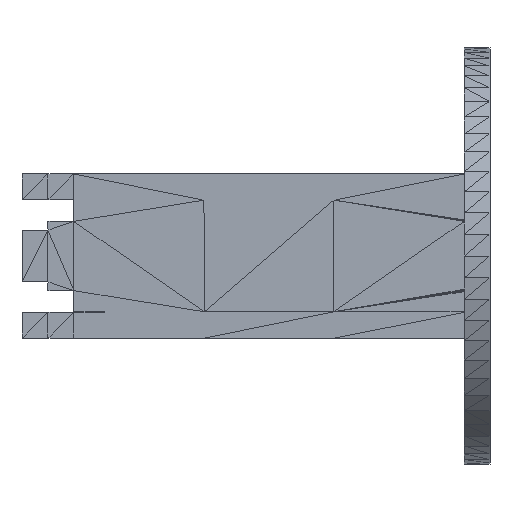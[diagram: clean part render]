
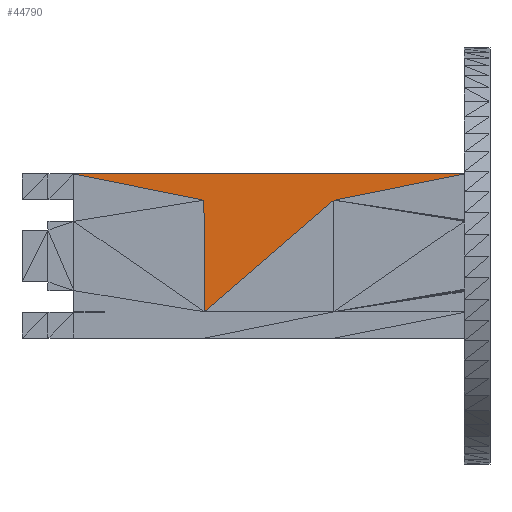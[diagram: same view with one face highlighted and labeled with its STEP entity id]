
A CAD part, front view. The second image highlights one B-rep face of the part: STEP entity #44790.
In plain terms, the highlighted planar face has unit normal (0, -1, 0).
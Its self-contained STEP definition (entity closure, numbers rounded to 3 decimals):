
#420=FACE_OUTER_BOUND('',#4327,.T.);
#4327=EDGE_LOOP('',(#29289,#29290,#29291,#29292,#29293,#29294,#29295,#29296,
#29297));
#8401=LINE('',#68090,#14345);
#8402=LINE('',#68093,#14346);
#8404=LINE('',#68097,#14348);
#8405=LINE('',#68099,#14349);
#8406=LINE('',#68101,#14350);
#8407=LINE('',#68103,#14351);
#8408=LINE('',#68105,#14352);
#8409=LINE('',#68106,#14353);
#14345=VECTOR('',#53831,10.);
#14346=VECTOR('',#53834,10.);
#14348=VECTOR('',#53838,10.);
#14349=VECTOR('',#53839,10.);
#14350=VECTOR('',#53840,10.);
#14351=VECTOR('',#53841,10.);
#14352=VECTOR('',#53842,10.);
#14353=VECTOR('',#53843,10.);
#20374=VERTEX_POINT('',#68085);
#20376=VERTEX_POINT('',#68088);
#20377=VERTEX_POINT('',#68092);
#20378=VERTEX_POINT('',#68096);
#20379=VERTEX_POINT('',#68098);
#20380=VERTEX_POINT('',#68100);
#20381=VERTEX_POINT('',#68102);
#20382=VERTEX_POINT('',#68104);
#22734=EDGE_CURVE('',#20374,#20376,#8401,.T.);
#22735=EDGE_CURVE('',#20374,#20377,#8402,.T.);
#22737=EDGE_CURVE('',#20378,#20377,#8404,.T.);
#22738=EDGE_CURVE('',#20379,#20376,#8405,.T.);
#22739=EDGE_CURVE('',#20379,#20380,#8406,.T.);
#22740=EDGE_CURVE('',#20381,#20380,#8407,.T.);
#22741=EDGE_CURVE('',#20382,#20381,#8408,.T.);
#22742=EDGE_CURVE('',#20378,#20381,#8409,.T.);
#29289=ORIENTED_EDGE('',*,*,#22737,.T.);
#29290=ORIENTED_EDGE('',*,*,#22735,.F.);
#29291=ORIENTED_EDGE('',*,*,#22734,.T.);
#29292=ORIENTED_EDGE('',*,*,#22738,.F.);
#29293=ORIENTED_EDGE('',*,*,#22739,.T.);
#29294=ORIENTED_EDGE('',*,*,#22740,.F.);
#29295=ORIENTED_EDGE('',*,*,#22741,.F.);
#29296=ORIENTED_EDGE('',*,*,#22741,.T.);
#29297=ORIENTED_EDGE('',*,*,#22742,.F.);
#40883=PLANE('',#48955);
#44790=ADVANCED_FACE('',(#420),#40883,.T.);
#48955=AXIS2_PLACEMENT_3D('',#68095,#53836,#53837);
#53831=DIRECTION('',(0.004,0.,-1.));
#53834=DIRECTION('',(-0.98,0.,0.199));
#53836=DIRECTION('center_axis',(0.,-1.,0.));
#53837=DIRECTION('ref_axis',(0.,0.,-1.));
#53838=DIRECTION('',(-1.,0.,0.));
#53839=DIRECTION('',(-0.758,0.,-0.652));
#53840=DIRECTION('',(0.98,0.,0.199));
#53841=DIRECTION('',(1.,0.,0.));
#53842=DIRECTION('',(0.98,0.,0.197));
#53843=DIRECTION('',(1.,0.,0.));
#68085=CARTESIAN_POINT('',(-16.367,-9.5,6.45));
#68088=CARTESIAN_POINT('',(-16.317,-9.5,-6.45));
#68090=CARTESIAN_POINT('',(-16.367,-9.5,6.45));
#68092=CARTESIAN_POINT('',(-31.4,-9.5,9.5));
#68093=CARTESIAN_POINT('',(-16.367,-9.5,6.45));
#68095=CARTESIAN_POINT('Origin',(-1.383,-9.5,9.5));
#68096=CARTESIAN_POINT('',(-16.367,-9.5,9.5));
#68097=CARTESIAN_POINT('',(-16.367,-9.5,9.5));
#68098=CARTESIAN_POINT('',(-1.333,-9.5,6.45));
#68099=CARTESIAN_POINT('',(-1.333,-9.5,6.45));
#68100=CARTESIAN_POINT('',(13.7,-9.5,9.5));
#68101=CARTESIAN_POINT('',(-1.333,-9.5,6.45));
#68102=CARTESIAN_POINT('',(-1.383,-9.5,9.5));
#68103=CARTESIAN_POINT('',(-27.9,-9.5,9.5));
#68104=CARTESIAN_POINT('',(-16.317,-9.5,6.5));
#68105=CARTESIAN_POINT('',(-16.317,-9.5,6.5));
#68106=CARTESIAN_POINT('',(-27.9,-9.5,9.5));
